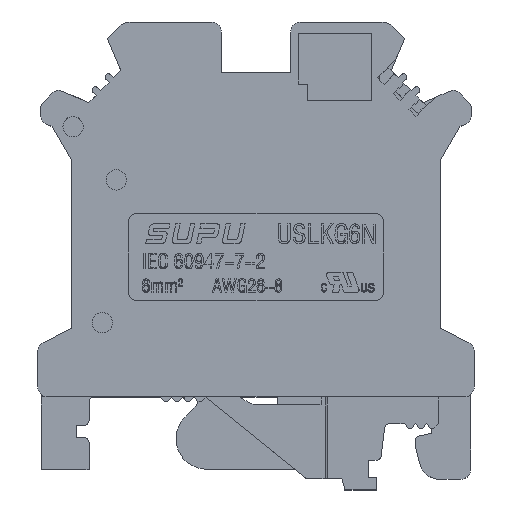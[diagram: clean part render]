
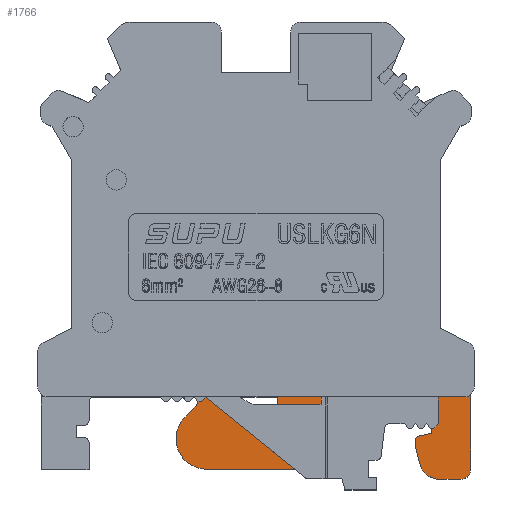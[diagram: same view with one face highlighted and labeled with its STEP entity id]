
A CAD part, top view. The second image highlights one B-rep face of the part: STEP entity #1766.
In plain terms, the highlighted planar face has unit normal (0, 0, 1).
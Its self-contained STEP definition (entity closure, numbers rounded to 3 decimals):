
#938=CIRCLE('',#26682,1.);
#1033=CIRCLE('',#27332,1.);
#1034=CIRCLE('',#27335,2.);
#1035=CIRCLE('',#27339,0.4);
#1036=CIRCLE('',#27343,1.);
#1037=CIRCLE('',#27347,5.);
#1038=CIRCLE('',#27350,0.5);
#1039=CIRCLE('',#27353,3.);
#1040=CIRCLE('',#27356,2.);
#1041=CIRCLE('',#27360,0.7);
#1042=CIRCLE('',#27363,0.7);
#1766=ADVANCED_FACE('',(#4252),#3013,.F.);
#3013=PLANE('',#27366);
#4252=FACE_OUTER_BOUND('',#5701,.T.);
#5701=EDGE_LOOP('',(#10118,#10119,#10120,#10121,#10122,#10123,#10124,#10125,
#10126,#10127,#10128,#10129,#10130,#10131,#10132,#10133,#10134,#10135,#10136,
#10137,#10138,#10139,#10140,#10141,#10142,#10143,#10144,#10145));
#10118=ORIENTED_EDGE('',*,*,#16599,.F.);
#10119=ORIENTED_EDGE('',*,*,#18482,.F.);
#10120=ORIENTED_EDGE('',*,*,#18481,.F.);
#10121=ORIENTED_EDGE('',*,*,#18479,.F.);
#10122=ORIENTED_EDGE('',*,*,#18477,.F.);
#10123=ORIENTED_EDGE('',*,*,#18474,.F.);
#10124=ORIENTED_EDGE('',*,*,#16616,.F.);
#10125=ORIENTED_EDGE('',*,*,#18473,.F.);
#10126=ORIENTED_EDGE('',*,*,#18472,.F.);
#10127=ORIENTED_EDGE('',*,*,#18470,.F.);
#10128=ORIENTED_EDGE('',*,*,#18468,.F.);
#10129=ORIENTED_EDGE('',*,*,#18466,.F.);
#10130=ORIENTED_EDGE('',*,*,#18464,.F.);
#10131=ORIENTED_EDGE('',*,*,#18462,.F.);
#10132=ORIENTED_EDGE('',*,*,#18460,.F.);
#10133=ORIENTED_EDGE('',*,*,#18458,.F.);
#10134=ORIENTED_EDGE('',*,*,#18456,.F.);
#10135=ORIENTED_EDGE('',*,*,#18454,.F.);
#10136=ORIENTED_EDGE('',*,*,#18452,.F.);
#10137=ORIENTED_EDGE('',*,*,#18450,.F.);
#10138=ORIENTED_EDGE('',*,*,#18448,.F.);
#10139=ORIENTED_EDGE('',*,*,#18446,.F.);
#10140=ORIENTED_EDGE('',*,*,#18444,.F.);
#10141=ORIENTED_EDGE('',*,*,#18442,.F.);
#10142=ORIENTED_EDGE('',*,*,#18440,.F.);
#10143=ORIENTED_EDGE('',*,*,#18438,.F.);
#10144=ORIENTED_EDGE('',*,*,#18435,.F.);
#10145=ORIENTED_EDGE('',*,*,#16677,.F.);
#14088=VERTEX_POINT('',#34336);
#14089=VERTEX_POINT('',#34338);
#14102=VERTEX_POINT('',#34365);
#14105=VERTEX_POINT('',#34370);
#14159=VERTEX_POINT('',#34488);
#15345=VERTEX_POINT('',#48439);
#15346=VERTEX_POINT('',#48443);
#15347=VERTEX_POINT('',#48447);
#15348=VERTEX_POINT('',#48451);
#15349=VERTEX_POINT('',#48455);
#15350=VERTEX_POINT('',#48459);
#15351=VERTEX_POINT('',#48463);
#15352=VERTEX_POINT('',#48467);
#15353=VERTEX_POINT('',#48471);
#15354=VERTEX_POINT('',#48475);
#15355=VERTEX_POINT('',#48479);
#15356=VERTEX_POINT('',#48483);
#15357=VERTEX_POINT('',#48487);
#15358=VERTEX_POINT('',#48491);
#15359=VERTEX_POINT('',#48495);
#15360=VERTEX_POINT('',#48499);
#15361=VERTEX_POINT('',#48503);
#15362=VERTEX_POINT('',#48507);
#15363=VERTEX_POINT('',#48511);
#15364=VERTEX_POINT('',#48517);
#15365=VERTEX_POINT('',#48521);
#15366=VERTEX_POINT('',#48525);
#15367=VERTEX_POINT('',#48529);
#16599=EDGE_CURVE('',#14088,#14089,#20348,.T.);
#16616=EDGE_CURVE('',#14105,#14102,#20365,.T.);
#16677=EDGE_CURVE('',#14089,#14159,#938,.T.);
#18435=EDGE_CURVE('',#14159,#15345,#21886,.T.);
#18438=EDGE_CURVE('',#15345,#15346,#1033,.T.);
#18440=EDGE_CURVE('',#15346,#15347,#21890,.T.);
#18442=EDGE_CURVE('',#15347,#15348,#1034,.T.);
#18444=EDGE_CURVE('',#15348,#15349,#21893,.T.);
#18446=EDGE_CURVE('',#15349,#15350,#21895,.T.);
#18448=EDGE_CURVE('',#15350,#15351,#1035,.T.);
#18450=EDGE_CURVE('',#15351,#15352,#21898,.T.);
#18452=EDGE_CURVE('',#15352,#15353,#21900,.T.);
#18454=EDGE_CURVE('',#15353,#15354,#1036,.T.);
#18456=EDGE_CURVE('',#15354,#15355,#21903,.T.);
#18458=EDGE_CURVE('',#15355,#15356,#21905,.T.);
#18460=EDGE_CURVE('',#15356,#15357,#1037,.T.);
#18462=EDGE_CURVE('',#15357,#15358,#21908,.T.);
#18464=EDGE_CURVE('',#15358,#15359,#1038,.T.);
#18466=EDGE_CURVE('',#15359,#15360,#21911,.T.);
#18468=EDGE_CURVE('',#15360,#15361,#1039,.T.);
#18470=EDGE_CURVE('',#15361,#15362,#21914,.T.);
#18472=EDGE_CURVE('',#15362,#15363,#1040,.T.);
#18473=EDGE_CURVE('',#15363,#14105,#21916,.T.);
#18474=EDGE_CURVE('',#14102,#15364,#21917,.T.);
#18477=EDGE_CURVE('',#15364,#15365,#1041,.T.);
#18479=EDGE_CURVE('',#15365,#15366,#21921,.T.);
#18481=EDGE_CURVE('',#15366,#15367,#1042,.T.);
#18482=EDGE_CURVE('',#15367,#14088,#21923,.T.);
#20348=LINE('',#34337,#23546);
#20365=LINE('',#34371,#23563);
#21886=LINE('',#48438,#25084);
#21890=LINE('',#48448,#25088);
#21893=LINE('',#48456,#25091);
#21895=LINE('',#48460,#25093);
#21898=LINE('',#48468,#25096);
#21900=LINE('',#48472,#25098);
#21903=LINE('',#48480,#25101);
#21905=LINE('',#48484,#25103);
#21908=LINE('',#48492,#25106);
#21911=LINE('',#48500,#25109);
#21914=LINE('',#48508,#25112);
#21916=LINE('',#48514,#25114);
#21917=LINE('',#48516,#25115);
#21921=LINE('',#48526,#25119);
#21923=LINE('',#48532,#25121);
#23546=VECTOR('',#28223,1.);
#23563=VECTOR('',#28240,1.);
#25084=VECTOR('',#31069,1.);
#25088=VECTOR('',#31079,1.);
#25091=VECTOR('',#31088,1.);
#25093=VECTOR('',#31092,1.);
#25096=VECTOR('',#31101,1.);
#25098=VECTOR('',#31105,1.);
#25101=VECTOR('',#31114,1.);
#25103=VECTOR('',#31118,1.);
#25106=VECTOR('',#31127,1.);
#25109=VECTOR('',#31136,1.);
#25112=VECTOR('',#31145,1.);
#25114=VECTOR('',#31153,1.);
#25115=VECTOR('',#31156,1.);
#25119=VECTOR('',#31166,1.);
#25121=VECTOR('',#31174,1.);
#26682=AXIS2_PLACEMENT_3D('',#34487,#28308,#28309);
#27332=AXIS2_PLACEMENT_3D('',#48444,#31074,#31075);
#27335=AXIS2_PLACEMENT_3D('',#48452,#31083,#31084);
#27339=AXIS2_PLACEMENT_3D('',#48464,#31096,#31097);
#27343=AXIS2_PLACEMENT_3D('',#48476,#31109,#31110);
#27347=AXIS2_PLACEMENT_3D('',#48488,#31122,#31123);
#27350=AXIS2_PLACEMENT_3D('',#48496,#31131,#31132);
#27353=AXIS2_PLACEMENT_3D('',#48504,#31140,#31141);
#27356=AXIS2_PLACEMENT_3D('',#48512,#31149,#31150);
#27360=AXIS2_PLACEMENT_3D('',#48522,#31161,#31162);
#27363=AXIS2_PLACEMENT_3D('',#48530,#31170,#31171);
#27366=AXIS2_PLACEMENT_3D('',#48534,#31177,#31178);
#28223=DIRECTION('',(1.,0.,0.));
#28240=DIRECTION('',(1.,0.,0.));
#28308=DIRECTION('',(0.,0.,1.));
#28309=DIRECTION('',(-1.,0.,0.));
#31069=DIRECTION('',(0.,-1.,0.));
#31074=DIRECTION('',(0.,0.,-1.));
#31075=DIRECTION('',(1.,0.,0.));
#31079=DIRECTION('',(-1.,0.,0.));
#31083=DIRECTION('',(0.,0.,-1.));
#31084=DIRECTION('',(0.,-1.,0.));
#31088=DIRECTION('',(-0.259,0.966,0.));
#31092=DIRECTION('',(0.,1.,0.));
#31096=DIRECTION('',(0.,0.,-1.));
#31097=DIRECTION('',(-1.,0.,0.));
#31101=DIRECTION('',(0.98,0.199,0.));
#31105=DIRECTION('',(0.,1.,0.));
#31109=DIRECTION('',(0.,0.,1.));
#31110=DIRECTION('',(1.,0.,0.));
#31114=DIRECTION('',(-0.799,0.602,0.));
#31118=DIRECTION('',(-1.,0.,0.));
#31122=DIRECTION('',(0.,0.,1.));
#31123=DIRECTION('',(0.,1.,0.));
#31127=DIRECTION('',(-0.574,-0.819,0.));
#31131=DIRECTION('',(0.,0.,-1.));
#31132=DIRECTION('',(0.819,-0.574,0.));
#31136=DIRECTION('',(-1.,0.,0.));
#31140=DIRECTION('',(0.,0.,-1.));
#31141=DIRECTION('',(0.,-1.,0.));
#31145=DIRECTION('',(0.707,0.707,0.));
#31149=DIRECTION('',(0.,0.,1.));
#31150=DIRECTION('',(0.707,-0.707,0.));
#31153=DIRECTION('',(0.407,0.914,0.));
#31156=DIRECTION('',(0.,-1.,0.));
#31161=DIRECTION('',(0.,0.,1.));
#31162=DIRECTION('',(-1.,0.,0.));
#31166=DIRECTION('',(1.,0.,0.));
#31170=DIRECTION('',(0.,0.,1.));
#31171=DIRECTION('',(0.,-1.,0.));
#31174=DIRECTION('',(0.,1.,0.));
#31177=DIRECTION('',(0.,0.,-1.));
#31178=DIRECTION('',(-1.,0.,0.));
#34336=CARTESIAN_POINT('',(51.091,56.059,1.29));
#34337=CARTESIAN_POINT('',(69.418,56.059,1.29));
#34338=CARTESIAN_POINT('',(69.418,56.059,1.29));
#34365=CARTESIAN_POINT('',(46.931,56.059,1.29));
#34370=CARTESIAN_POINT('',(43.486,56.059,1.29));
#34371=CARTESIAN_POINT('',(66.858,56.059,1.29));
#34487=CARTESIAN_POINT('',(69.418,57.059,1.29));
#34488=CARTESIAN_POINT('',(70.071,56.302,1.29));
#48438=CARTESIAN_POINT('',(70.071,56.284,1.29));
#48439=CARTESIAN_POINT('',(70.071,48.959,1.29));
#48443=CARTESIAN_POINT('',(69.071,47.959,1.29));
#48444=CARTESIAN_POINT('',(69.071,48.959,1.29));
#48447=CARTESIAN_POINT('',(67.025,47.959,1.29));
#48448=CARTESIAN_POINT('',(69.071,47.959,1.29));
#48451=CARTESIAN_POINT('',(65.093,49.441,1.29));
#48452=CARTESIAN_POINT('',(67.025,49.959,1.29));
#48455=CARTESIAN_POINT('',(64.671,51.019,1.29));
#48456=CARTESIAN_POINT('',(65.093,49.441,1.29));
#48459=CARTESIAN_POINT('',(64.671,51.842,1.29));
#48460=CARTESIAN_POINT('',(64.671,51.019,1.29));
#48463=CARTESIAN_POINT('',(64.991,52.234,1.29));
#48464=CARTESIAN_POINT('',(65.071,51.842,1.29));
#48467=CARTESIAN_POINT('',(66.231,52.486,1.29));
#48468=CARTESIAN_POINT('',(64.991,52.234,1.29));
#48471=CARTESIAN_POINT('',(66.231,53.64,1.29));
#48472=CARTESIAN_POINT('',(66.231,52.486,1.29));
#48475=CARTESIAN_POINT('',(65.832,54.439,1.29));
#48476=CARTESIAN_POINT('',(65.231,53.64,1.29));
#48479=CARTESIAN_POINT('',(64.651,55.329,1.29));
#48480=CARTESIAN_POINT('',(65.832,54.439,1.29));
#48483=CARTESIAN_POINT('',(60.373,55.329,1.29));
#48484=CARTESIAN_POINT('',(64.651,55.329,1.29));
#48487=CARTESIAN_POINT('',(56.278,53.197,1.29));
#48488=CARTESIAN_POINT('',(60.373,50.329,1.29));
#48491=CARTESIAN_POINT('',(53.46,49.172,1.29));
#48492=CARTESIAN_POINT('',(56.278,53.197,1.29));
#48495=CARTESIAN_POINT('',(53.05,48.959,1.29));
#48496=CARTESIAN_POINT('',(53.05,49.459,1.29));
#48499=CARTESIAN_POINT('',(44.103,48.959,1.29));
#48500=CARTESIAN_POINT('',(53.05,48.959,1.29));
#48503=CARTESIAN_POINT('',(41.982,54.08,1.29));
#48504=CARTESIAN_POINT('',(44.103,51.959,1.29));
#48507=CARTESIAN_POINT('',(42.843,54.942,1.29));
#48508=CARTESIAN_POINT('',(41.982,54.08,1.29));
#48511=CARTESIAN_POINT('',(43.256,55.542,1.29));
#48512=CARTESIAN_POINT('',(41.429,56.356,1.29));
#48514=CARTESIAN_POINT('',(43.256,55.542,1.29));
#48516=CARTESIAN_POINT('',(46.931,57.693,1.29));
#48517=CARTESIAN_POINT('',(46.931,54.159,1.29));
#48521=CARTESIAN_POINT('',(47.631,53.459,1.29));
#48522=CARTESIAN_POINT('',(47.631,54.159,1.29));
#48525=CARTESIAN_POINT('',(50.391,53.459,1.29));
#48526=CARTESIAN_POINT('',(47.631,53.459,1.29));
#48529=CARTESIAN_POINT('',(51.091,54.159,1.29));
#48530=CARTESIAN_POINT('',(50.391,54.159,1.29));
#48532=CARTESIAN_POINT('',(51.091,54.159,1.29));
#48534=CARTESIAN_POINT('',(44.876,63.459,1.29));
